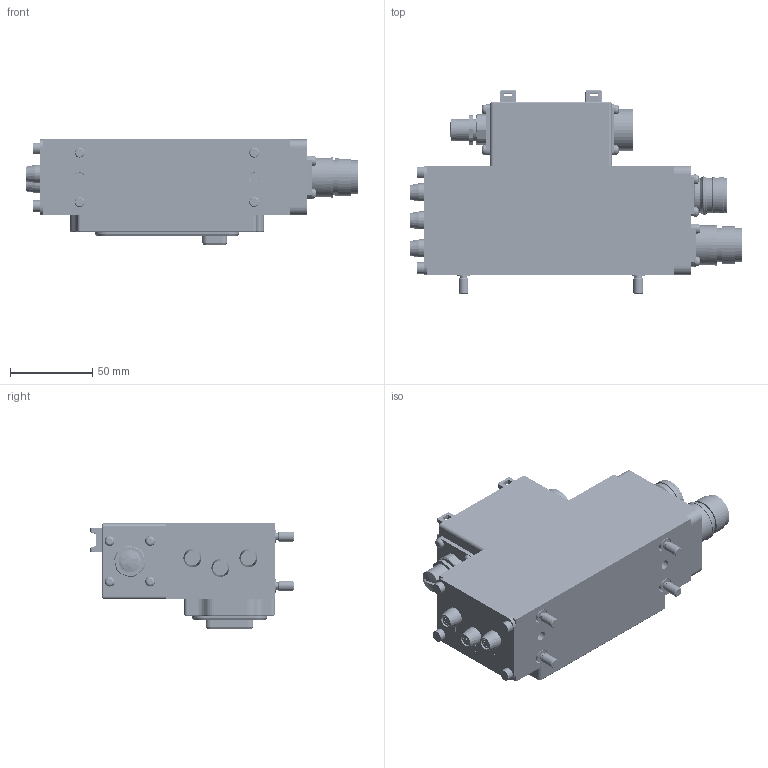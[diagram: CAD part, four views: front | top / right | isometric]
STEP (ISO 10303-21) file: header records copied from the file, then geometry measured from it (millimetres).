
FILE_DESCRIPTION (( 'STEP AP203' ), '1' );
FILE_NAME ('P6778.STEP', '2018-11-30T14:06:04', ( 'rsp' ), ( 'Hewlett-Packard Company' ), 'SwSTEP 2.0', 'SolidWorks 2017', '' );
FILE_SCHEMA (( 'CONFIG_CONTROL_DESIGN' ));
Products named in the file (1): P6778
Bounding box: 201.5 x 123.5 x 63.8 mm (x, y, z)
Volume: 693815.2 mm3; surface area: 176857.3 mm2
Topology: 121 solids, 122 shells, 4772 faces, 11790 edges, 7673 vertices
Faces by surface type: plane 2402, cylinder 1368, bspline 529, cone 307, torus 156, sphere 10
Entity records: 176606 total; most frequent: CARTESIAN_POINT 65436, ORIENTED_EDGE 23408, DIRECTION 21977, EDGE_CURVE 11704, AXIS2_PLACEMENT_3D 7961, VERTEX_POINT 7673, LINE 6055, VECTOR 6055
